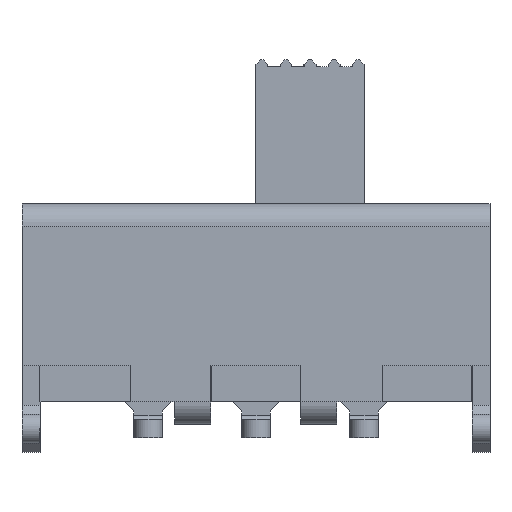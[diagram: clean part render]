
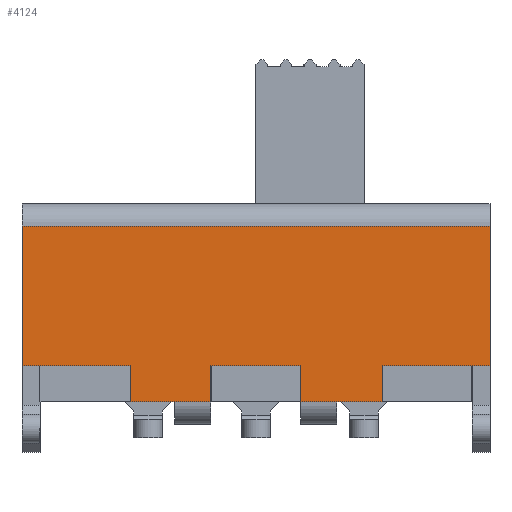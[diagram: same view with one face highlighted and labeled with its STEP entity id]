
A CAD part, front view. The second image highlights one B-rep face of the part: STEP entity #4124.
In plain terms, the highlighted planar face has unit normal (0, -1, 0).
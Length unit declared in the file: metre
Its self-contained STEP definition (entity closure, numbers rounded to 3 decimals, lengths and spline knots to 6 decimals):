
#87=PLANE('',#4460);
#251=LINE('',#5866,#781);
#257=LINE('',#5879,#787);
#260=LINE('',#5889,#790);
#280=LINE('',#5941,#810);
#296=LINE('',#5985,#826);
#300=LINE('',#5994,#830);
#302=LINE('',#5999,#832);
#369=LINE('',#6155,#899);
#370=LINE('',#6156,#900);
#371=LINE('',#6158,#901);
#372=LINE('',#6160,#902);
#373=LINE('',#6162,#903);
#374=LINE('',#6164,#904);
#375=LINE('',#6165,#905);
#781=VECTOR('',#4724,1.);
#787=VECTOR('',#4734,1.);
#790=VECTOR('',#4743,1.);
#810=VECTOR('',#4793,1.);
#826=VECTOR('',#4837,1.);
#830=VECTOR('',#4843,1.);
#832=VECTOR('',#4847,1.);
#899=VECTOR('',#4988,1.);
#900=VECTOR('',#4989,1.);
#901=VECTOR('',#4990,1.);
#902=VECTOR('',#4991,1.);
#903=VECTOR('',#4992,1.);
#904=VECTOR('',#4993,1.);
#905=VECTOR('',#4994,1.);
#1564=ORIENTED_EDGE('',*,*,#2529,.F.);
#1565=ORIENTED_EDGE('',*,*,#2541,.T.);
#1566=ORIENTED_EDGE('',*,*,#2675,.T.);
#1567=ORIENTED_EDGE('',*,*,#2590,.F.);
#1568=ORIENTED_EDGE('',*,*,#2596,.T.);
#1569=ORIENTED_EDGE('',*,*,#2676,.T.);
#1570=ORIENTED_EDGE('',*,*,#2677,.T.);
#1571=ORIENTED_EDGE('',*,*,#2678,.F.);
#1572=ORIENTED_EDGE('',*,*,#2679,.T.);
#1573=ORIENTED_EDGE('',*,*,#2680,.T.);
#1574=ORIENTED_EDGE('',*,*,#2594,.F.);
#1575=ORIENTED_EDGE('',*,*,#2681,.F.);
#1576=ORIENTED_EDGE('',*,*,#2568,.T.);
#1577=ORIENTED_EDGE('',*,*,#2536,.F.);
#2529=EDGE_CURVE('',#3132,#3133,#251,.T.);
#2536=EDGE_CURVE('',#3133,#3138,#257,.T.);
#2541=EDGE_CURVE('',#3132,#3141,#260,.T.);
#2568=EDGE_CURVE('',#3158,#3138,#280,.T.);
#2590=EDGE_CURVE('',#3172,#3159,#296,.T.);
#2594=EDGE_CURVE('',#3176,#3173,#300,.T.);
#2596=EDGE_CURVE('',#3172,#3178,#302,.T.);
#2675=EDGE_CURVE('',#3141,#3159,#369,.T.);
#2676=EDGE_CURVE('',#3178,#3231,#370,.T.);
#2677=EDGE_CURVE('',#3231,#3232,#371,.T.);
#2678=EDGE_CURVE('',#3233,#3232,#372,.T.);
#2679=EDGE_CURVE('',#3233,#3234,#373,.T.);
#2680=EDGE_CURVE('',#3234,#3173,#374,.T.);
#2681=EDGE_CURVE('',#3158,#3176,#375,.T.);
#3132=VERTEX_POINT('',#5865);
#3133=VERTEX_POINT('',#5867);
#3138=VERTEX_POINT('',#5880);
#3141=VERTEX_POINT('',#5888);
#3158=VERTEX_POINT('',#5938);
#3159=VERTEX_POINT('',#5944);
#3172=VERTEX_POINT('',#5984);
#3173=VERTEX_POINT('',#5988);
#3176=VERTEX_POINT('',#5993);
#3178=VERTEX_POINT('',#5998);
#3231=VERTEX_POINT('',#6157);
#3232=VERTEX_POINT('',#6159);
#3233=VERTEX_POINT('',#6161);
#3234=VERTEX_POINT('',#6163);
#3626=EDGE_LOOP('',(#1564,#1565,#1566,#1567,#1568,#1569,#1570,#1571,#1572,
#1573,#1574,#1575,#1576,#1577));
#3858=FACE_BOUND('',#3626,.T.);
#4124=ADVANCED_FACE('',(#3858),#87,.F.);
#4460=AXIS2_PLACEMENT_3D('',#6154,#4986,#4987);
#4724=DIRECTION('',(-1.,0.,0.));
#4734=DIRECTION('',(0.,0.,-1.));
#4743=DIRECTION('',(0.,0.,-1.));
#4793=DIRECTION('',(1.,0.,0.));
#4837=DIRECTION('',(-1.,0.,0.));
#4843=DIRECTION('',(0.,0.,1.));
#4847=DIRECTION('',(0.,0.,1.));
#4986=DIRECTION('',(0.,1.,0.));
#4987=DIRECTION('',(0.,0.,1.));
#4988=DIRECTION('',(1.,0.,0.));
#4989=DIRECTION('',(1.,0.,0.));
#4990=DIRECTION('',(0.,0.,1.));
#4991=DIRECTION('',(1.,0.,0.));
#4992=DIRECTION('',(0.,0.,-1.));
#4993=DIRECTION('',(1.,0.,0.));
#4994=DIRECTION('',(-1.,0.,0.));
#5865=CARTESIAN_POINT('',(0.00125,-0.0029,-0.004));
#5866=CARTESIAN_POINT('',(0.0065,-0.0029,-0.004));
#5867=CARTESIAN_POINT('',(-0.00125,-0.0029,-0.004));
#5879=CARTESIAN_POINT('',(-0.00125,-0.0029,-0.004));
#5880=CARTESIAN_POINT('',(-0.00125,-0.0029,-0.005));
#5888=CARTESIAN_POINT('',(0.00125,-0.0029,-0.005));
#5889=CARTESIAN_POINT('',(0.00125,-0.0029,0.));
#5938=CARTESIAN_POINT('',(-0.00225,-0.0029,-0.005));
#5941=CARTESIAN_POINT('',(-0.00225,-0.0029,-0.005));
#5944=CARTESIAN_POINT('',(0.00225,-0.0029,-0.005));
#5984=CARTESIAN_POINT('',(0.0035,-0.0029,-0.005));
#5985=CARTESIAN_POINT('',(0.0035,-0.0029,-0.005));
#5988=CARTESIAN_POINT('',(-0.0035,-0.0029,-0.004));
#5993=CARTESIAN_POINT('',(-0.0035,-0.0029,-0.005));
#5994=CARTESIAN_POINT('',(-0.0035,-0.0029,-0.005));
#5998=CARTESIAN_POINT('',(0.0035,-0.0029,-0.004));
#5999=CARTESIAN_POINT('',(0.0035,-0.0029,0.));
#6154=CARTESIAN_POINT('',(0.0065,-0.0029,0.));
#6155=CARTESIAN_POINT('',(-0.00225,-0.0029,-0.005));
#6156=CARTESIAN_POINT('',(0.0065,-0.0029,-0.004));
#6157=CARTESIAN_POINT('',(0.0065,-0.0029,-0.004));
#6158=CARTESIAN_POINT('',(0.0065,-0.0029,0.));
#6159=CARTESIAN_POINT('',(0.0065,-0.0029,-0.000125));
#6160=CARTESIAN_POINT('',(0.0065,-0.0029,-0.000125));
#6161=CARTESIAN_POINT('',(-0.0065,-0.0029,-0.000125));
#6162=CARTESIAN_POINT('',(-0.0065,-0.0029,0.));
#6163=CARTESIAN_POINT('',(-0.0065,-0.0029,-0.004));
#6164=CARTESIAN_POINT('',(0.0065,-0.0029,-0.004));
#6165=CARTESIAN_POINT('',(0.0035,-0.0029,-0.005));
